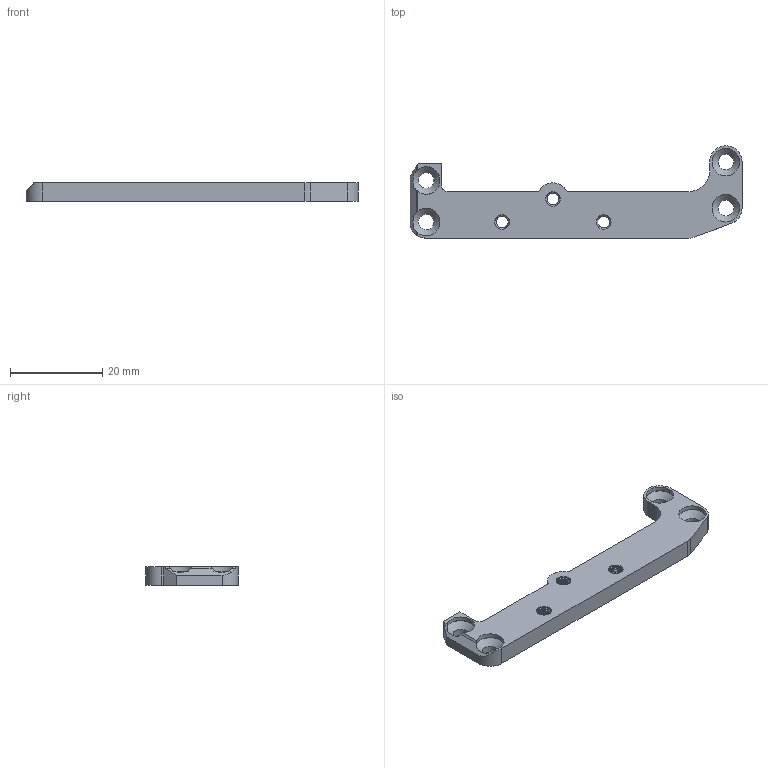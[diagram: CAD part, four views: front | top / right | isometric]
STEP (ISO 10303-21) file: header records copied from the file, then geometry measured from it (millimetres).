
FILE_DESCRIPTION(('FreeCAD Model'),'2;1');
FILE_NAME('Open CASCADE Shape Model','2025-05-23T14:57:03',(''),(''), 'Open CASCADE STEP processor 7.8','FreeCAD','Unknown');
FILE_SCHEMA(('AUTOMOTIVE_DESIGN { 1 0 10303 214 1 1 1 1 }'));
Length unit declared in the file: millimetre
Products named in the file (1): Pocket053032761
Bounding box: 72 x 20.02 x 4 mm (x, y, z)
Volume: 2881 mm3; surface area: 2571.3 mm2
Topology: 1 solids, 1 shells, 129 faces, 333 edges, 206 vertices
Faces by surface type: bspline 81, cylinder 21, plane 20, cone 7
Full cylindrical faces by diameter (mm): 3.4 x4, 6 x2
Entity records: 12469 total; most frequent: CARTESIAN_POINT 9893, ORIENTED_EDGE 666, EDGE_CURVE 333, DIRECTION 289, VERTEX_POINT 206, B_SPLINE_CURVE_WITH_KNOTS 203, FACE_BOUND 143, EDGE_LOOP 143
